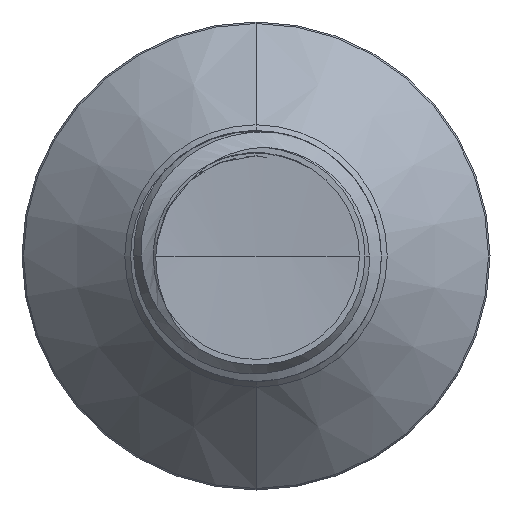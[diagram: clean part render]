
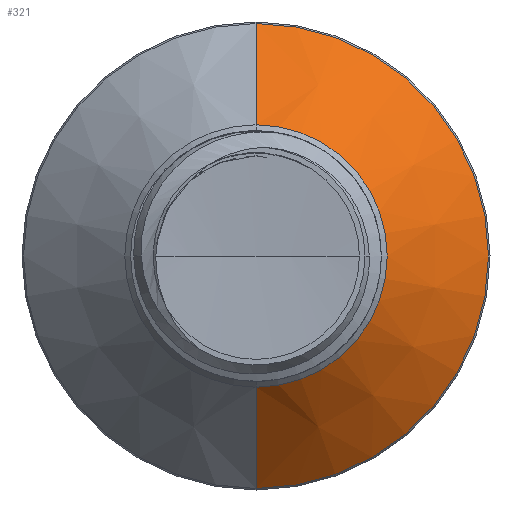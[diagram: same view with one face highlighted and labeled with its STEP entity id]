
A CAD part, front view. The second image highlights one B-rep face of the part: STEP entity #321.
In plain terms, the highlighted conical face has half-angle 45 degrees and reference radius 1.571 mm.
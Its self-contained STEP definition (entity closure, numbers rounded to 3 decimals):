
#5 = DIRECTION ( 'NONE',  ( 0., 1., 0. ) ) ;
#321 = ADVANCED_FACE ( 'NONE', ( #20254 ), #19494, .T. ) ;
#1644 = CARTESIAN_POINT ( 'NONE',  ( 0., 10.62, -2.782 ) ) ;
#1914 = EDGE_CURVE ( 'NONE', #25122, #24225, #25326, .T. ) ;
#2314 = CARTESIAN_POINT ( 'NONE',  ( 0., 9.409, -1.571 ) ) ;
#2697 = AXIS2_PLACEMENT_3D ( 'NONE', #5323, #3840, #7926 ) ;
#2720 = CIRCLE ( 'NONE', #22094, 2.782 ) ;
#2989 = AXIS2_PLACEMENT_3D ( 'NONE', #29225, #14326, #31773 ) ;
#3840 = DIRECTION ( 'NONE',  ( 0., 1., 0. ) ) ;
#4621 = CARTESIAN_POINT ( 'NONE',  ( 0., 9.409, 1.571 ) ) ;
#5323 = CARTESIAN_POINT ( 'NONE',  ( 0., 9.409, 0. ) ) ;
#5539 = VECTOR ( 'NONE', #19495, 1000. ) ;
#6975 = CARTESIAN_POINT ( 'NONE',  ( 0., 9.409, 1.571 ) ) ;
#7307 = LINE ( 'NONE', #2314, #13126 ) ;
#7926 = DIRECTION ( 'NONE',  ( 0., 0., 1. ) ) ;
#8070 = CARTESIAN_POINT ( 'NONE',  ( 0., 10.62, 2.782 ) ) ;
#8563 = EDGE_CURVE ( 'NONE', #24225, #29314, #2720, .T. ) ;
#9556 = ORIENTED_EDGE ( 'NONE', *, *, #8563, .F. ) ;
#13126 = VECTOR ( 'NONE', #14776, 1000. ) ;
#13299 = CIRCLE ( 'NONE', #2989, 1.571 ) ;
#14326 = DIRECTION ( 'NONE',  ( 0., 1., 0. ) ) ;
#14776 = DIRECTION ( 'NONE',  ( 0., 0.707, -0.707 ) ) ;
#14880 = CARTESIAN_POINT ( 'NONE',  ( 0., 10.62, 0. ) ) ;
#15188 = EDGE_CURVE ( 'NONE', #17098, #29314, #7307, .T. ) ;
#17098 = VERTEX_POINT ( 'NONE', #21500 ) ;
#17374 = DIRECTION ( 'NONE',  ( 0., 0., 1. ) ) ;
#17553 = EDGE_LOOP ( 'NONE', ( #18050, #23297, #9556, #30339 ) ) ;
#18050 = ORIENTED_EDGE ( 'NONE', *, *, #22274, .T. ) ;
#19494 = CONICAL_SURFACE ( 'NONE', #2697, 1.571, 0.785 ) ;
#19495 = DIRECTION ( 'NONE',  ( 0., 0.707, 0.707 ) ) ;
#20254 = FACE_OUTER_BOUND ( 'NONE', #17553, .T. ) ;
#21500 = CARTESIAN_POINT ( 'NONE',  ( 0., 9.409, -1.571 ) ) ;
#22094 = AXIS2_PLACEMENT_3D ( 'NONE', #14880, #5, #17374 ) ;
#22274 = EDGE_CURVE ( 'NONE', #25122, #17098, #13299, .T. ) ;
#23297 = ORIENTED_EDGE ( 'NONE', *, *, #15188, .T. ) ;
#24225 = VERTEX_POINT ( 'NONE', #8070 ) ;
#25122 = VERTEX_POINT ( 'NONE', #6975 ) ;
#25326 = LINE ( 'NONE', #4621, #5539 ) ;
#29225 = CARTESIAN_POINT ( 'NONE',  ( 0., 9.409, 0. ) ) ;
#29314 = VERTEX_POINT ( 'NONE', #1644 ) ;
#30339 = ORIENTED_EDGE ( 'NONE', *, *, #1914, .F. ) ;
#31773 = DIRECTION ( 'NONE',  ( 0., 0., 1. ) ) ;
